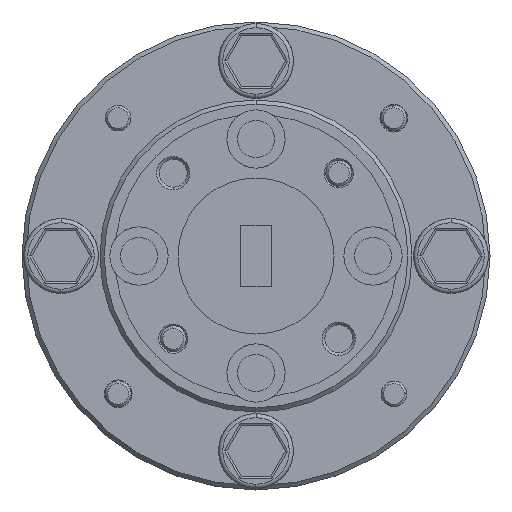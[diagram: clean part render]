
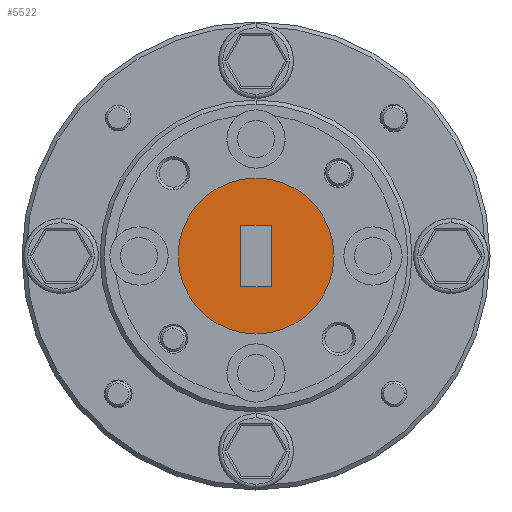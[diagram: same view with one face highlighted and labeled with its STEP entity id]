
A CAD part, left-side view. The second image highlights one B-rep face of the part: STEP entity #5522.
In plain terms, the highlighted planar face has unit normal (-1, 0, 0).
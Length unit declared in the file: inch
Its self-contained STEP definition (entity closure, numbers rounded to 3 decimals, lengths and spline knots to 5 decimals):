
#86 = VECTOR ( 'NONE', #2676, 39.37008 ) ;
#258 = VECTOR ( 'NONE', #5539, 39.37008 ) ;
#275 = DIRECTION ( 'NONE',  ( 0., 0., -1. ) ) ;
#434 = CARTESIAN_POINT ( 'NONE',  ( -0.80238, 0.22735, 0.10259 ) ) ;
#525 = DIRECTION ( 'NONE',  ( 0., 0., 1. ) ) ;
#556 = CIRCLE ( 'NONE', #2058, 0.1875 ) ;
#726 = EDGE_CURVE ( 'NONE', #3011, #4746, #556, .T. ) ;
#744 = VERTEX_POINT ( 'NONE', #8210 ) ;
#822 = DIRECTION ( 'NONE',  ( 0., 1., 0. ) ) ;
#978 = CARTESIAN_POINT ( 'NONE',  ( -0.80238, 0.15335, 0.10259 ) ) ;
#998 = DIRECTION ( 'NONE',  ( -1., 0., 0. ) ) ;
#1340 = VERTEX_POINT ( 'NONE', #2255 ) ;
#1659 = VECTOR ( 'NONE', #822, 39.37008 ) ;
#1690 = EDGE_CURVE ( 'NONE', #4493, #1340, #6943, .T. ) ;
#1883 = ORIENTED_EDGE ( 'NONE', *, *, #4233, .F. ) ;
#2041 = FACE_BOUND ( 'NONE', #7771, .T. ) ;
#2058 = AXIS2_PLACEMENT_3D ( 'NONE', #7173, #3207, #7592 ) ;
#2255 = CARTESIAN_POINT ( 'NONE',  ( -0.80238, 0.15335, -0.04541 ) ) ;
#2496 = ORIENTED_EDGE ( 'NONE', *, *, #5495, .T. ) ;
#2536 = CIRCLE ( 'NONE', #8717, 0.1875 ) ;
#2676 = DIRECTION ( 'NONE',  ( 0., 0., -1. ) ) ;
#2761 = CARTESIAN_POINT ( 'NONE',  ( -0.80238, 0.22735, -0.04541 ) ) ;
#2783 = CARTESIAN_POINT ( 'NONE',  ( -0.80238, 0.19035, 0.02859 ) ) ;
#2849 = ORIENTED_EDGE ( 'NONE', *, *, #6754, .F. ) ;
#3011 = VERTEX_POINT ( 'NONE', #7258 ) ;
#3027 = EDGE_LOOP ( 'NONE', ( #2496, #8198 ) ) ;
#3207 = DIRECTION ( 'NONE',  ( -1., 0., 0. ) ) ;
#3471 = DIRECTION ( 'NONE',  ( 0., 0., -1. ) ) ;
#3523 = PLANE ( 'NONE',  #3720 ) ;
#3720 = AXIS2_PLACEMENT_3D ( 'NONE', #2783, #6849, #275 ) ;
#4233 = EDGE_CURVE ( 'NONE', #744, #8279, #7365, .T. ) ;
#4318 = FACE_OUTER_BOUND ( 'NONE', #3027, .T. ) ;
#4416 = LINE ( 'NONE', #434, #86 ) ;
#4493 = VERTEX_POINT ( 'NONE', #2761 ) ;
#4746 = VERTEX_POINT ( 'NONE', #5577 ) ;
#4837 = ORIENTED_EDGE ( 'NONE', *, *, #6712, .F. ) ;
#5495 = EDGE_CURVE ( 'NONE', #4746, #3011, #2536, .T. ) ;
#5522 = ADVANCED_FACE ( 'NONE', ( #2041, #4318 ), #3523, .T. ) ;
#5539 = DIRECTION ( 'NONE',  ( 0., -1., 0. ) ) ;
#5577 = CARTESIAN_POINT ( 'NONE',  ( -0.80238, 0.19035, -0.15891 ) ) ;
#5708 = ORIENTED_EDGE ( 'NONE', *, *, #1690, .F. ) ;
#6712 = EDGE_CURVE ( 'NONE', #1340, #744, #9256, .T. ) ;
#6754 = EDGE_CURVE ( 'NONE', #8279, #4493, #4416, .T. ) ;
#6849 = DIRECTION ( 'NONE',  ( -1., 0., 0. ) ) ;
#6943 = LINE ( 'NONE', #9302, #258 ) ;
#7173 = CARTESIAN_POINT ( 'NONE',  ( -0.80238, 0.19035, 0.02859 ) ) ;
#7258 = CARTESIAN_POINT ( 'NONE',  ( -0.80238, 0.19035, 0.21609 ) ) ;
#7365 = LINE ( 'NONE', #978, #1659 ) ;
#7592 = DIRECTION ( 'NONE',  ( 0., 0., -1. ) ) ;
#7596 = VECTOR ( 'NONE', #525, 39.37008 ) ;
#7771 = EDGE_LOOP ( 'NONE', ( #4837, #5708, #2849, #1883 ) ) ;
#8198 = ORIENTED_EDGE ( 'NONE', *, *, #726, .T. ) ;
#8210 = CARTESIAN_POINT ( 'NONE',  ( -0.80238, 0.15335, 0.10259 ) ) ;
#8279 = VERTEX_POINT ( 'NONE', #9033 ) ;
#8319 = CARTESIAN_POINT ( 'NONE',  ( -0.80238, 0.15335, 0.10259 ) ) ;
#8717 = AXIS2_PLACEMENT_3D ( 'NONE', #9727, #998, #3471 ) ;
#9033 = CARTESIAN_POINT ( 'NONE',  ( -0.80238, 0.22735, 0.10259 ) ) ;
#9256 = LINE ( 'NONE', #8319, #7596 ) ;
#9302 = CARTESIAN_POINT ( 'NONE',  ( -0.80238, 0.15335, -0.04541 ) ) ;
#9727 = CARTESIAN_POINT ( 'NONE',  ( -0.80238, 0.19035, 0.02859 ) ) ;
